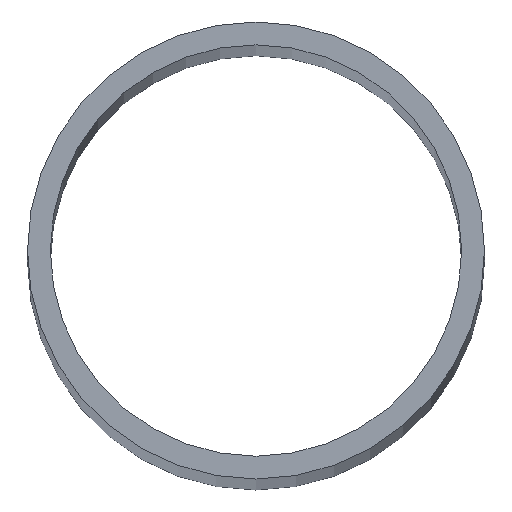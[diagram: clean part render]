
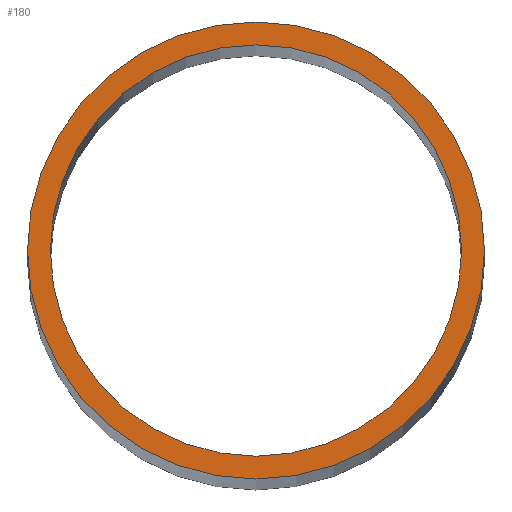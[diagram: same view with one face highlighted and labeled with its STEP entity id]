
A CAD part, top view. The second image highlights one B-rep face of the part: STEP entity #180.
In plain terms, the highlighted planar face has unit normal (0, 0, 1).
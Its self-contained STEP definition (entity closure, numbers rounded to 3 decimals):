
#1 = VERTEX_POINT ( 'NONE', #51 ) ;
#4 = CARTESIAN_POINT ( 'NONE',  ( 8., 0., 110. ) ) ;
#5 = PLANE ( 'NONE',  #131 ) ;
#6 = EDGE_CURVE ( 'NONE', #105, #45, #28, .T. ) ;
#7 = ORIENTED_EDGE ( 'NONE', *, *, #132, .T. ) ;
#20 = EDGE_LOOP ( 'NONE', ( #154, #50 ) ) ;
#22 = DIRECTION ( 'NONE',  ( 0., 0., 1. ) ) ;
#25 = DIRECTION ( 'NONE',  ( 1., 0., 0. ) ) ;
#28 = CIRCLE ( 'NONE', #107, 8. ) ;
#34 = AXIS2_PLACEMENT_3D ( 'NONE', #115, #36, #156 ) ;
#36 = DIRECTION ( 'NONE',  ( 0., 0., 1. ) ) ;
#38 = CIRCLE ( 'NONE', #34, 7.2 ) ;
#39 = CARTESIAN_POINT ( 'NONE',  ( 0., 0., 110. ) ) ;
#45 = VERTEX_POINT ( 'NONE', #4 ) ;
#50 = ORIENTED_EDGE ( 'NONE', *, *, #82, .F. ) ;
#51 = CARTESIAN_POINT ( 'NONE',  ( 7.2, 0., 110. ) ) ;
#56 = CARTESIAN_POINT ( 'NONE',  ( -7.2, 0., 110. ) ) ;
#60 = AXIS2_PLACEMENT_3D ( 'NONE', #108, #92, #25 ) ;
#61 = VERTEX_POINT ( 'NONE', #56 ) ;
#74 = CARTESIAN_POINT ( 'NONE',  ( 0., 0., 110. ) ) ;
#82 = EDGE_CURVE ( 'NONE', #1, #61, #113, .T. ) ;
#91 = DIRECTION ( 'NONE',  ( 1., 0., 0. ) ) ;
#92 = DIRECTION ( 'NONE',  ( 0., 0., 1. ) ) ;
#105 = VERTEX_POINT ( 'NONE', #150 ) ;
#107 = AXIS2_PLACEMENT_3D ( 'NONE', #138, #22, #91 ) ;
#108 = CARTESIAN_POINT ( 'NONE',  ( 0., 0., 110. ) ) ;
#113 = CIRCLE ( 'NONE', #155, 7.2 ) ;
#115 = CARTESIAN_POINT ( 'NONE',  ( 0., 0., 110. ) ) ;
#118 = DIRECTION ( 'NONE',  ( 0., 0., 1. ) ) ;
#121 = FACE_OUTER_BOUND ( 'NONE', #153, .T. ) ;
#125 = DIRECTION ( 'NONE',  ( 0., 0., 1. ) ) ;
#130 = DIRECTION ( 'NONE',  ( 1., 0., 0. ) ) ;
#131 = AXIS2_PLACEMENT_3D ( 'NONE', #39, #125, #173 ) ;
#132 = EDGE_CURVE ( 'NONE', #45, #105, #152, .T. ) ;
#138 = CARTESIAN_POINT ( 'NONE',  ( 0., 0., 110. ) ) ;
#150 = CARTESIAN_POINT ( 'NONE',  ( -8., 0., 110. ) ) ;
#152 = CIRCLE ( 'NONE', #60, 8. ) ;
#153 = EDGE_LOOP ( 'NONE', ( #203, #7 ) ) ;
#154 = ORIENTED_EDGE ( 'NONE', *, *, #202, .F. ) ;
#155 = AXIS2_PLACEMENT_3D ( 'NONE', #74, #118, #130 ) ;
#156 = DIRECTION ( 'NONE',  ( 1., 0., 0. ) ) ;
#173 = DIRECTION ( 'NONE',  ( 1., 0., 0. ) ) ;
#180 = ADVANCED_FACE ( 'NONE', ( #121, #210 ), #5, .T. ) ;
#202 = EDGE_CURVE ( 'NONE', #61, #1, #38, .T. ) ;
#203 = ORIENTED_EDGE ( 'NONE', *, *, #6, .T. ) ;
#210 = FACE_BOUND ( 'NONE', #20, .T. ) ;
